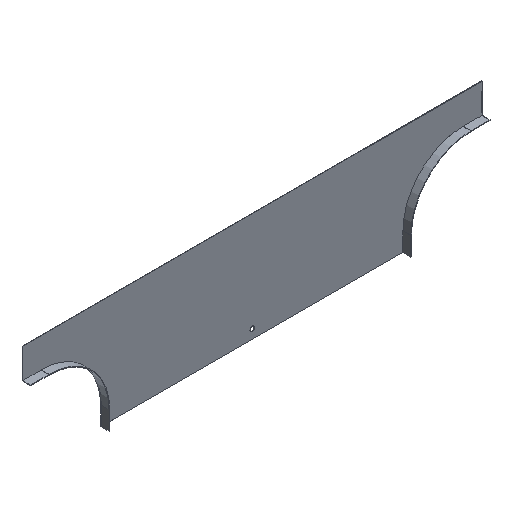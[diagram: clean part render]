
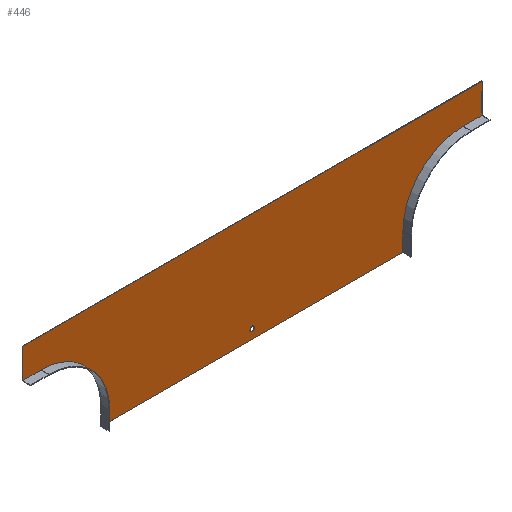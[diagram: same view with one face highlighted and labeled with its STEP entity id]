
A CAD part, isometric view. The second image highlights one B-rep face of the part: STEP entity #446.
In plain terms, the highlighted planar face has unit normal (0, -1, 0).
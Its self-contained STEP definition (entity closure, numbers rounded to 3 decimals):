
#7 = CARTESIAN_POINT ( 'NONE',  ( 249., 0., -180. ) ) ;
#34 = AXIS2_PLACEMENT_3D ( 'NONE', #217, #235, #236 ) ;
#47 = CARTESIAN_POINT ( 'NONE',  ( 380., 0., 0. ) ) ;
#48 = DIRECTION ( 'NONE',  ( 0., 0., -1. ) ) ;
#49 = DIRECTION ( 'NONE',  ( 0., 1., 0. ) ) ;
#50 = CARTESIAN_POINT ( 'NONE',  ( 349., 0., -149. ) ) ;
#52 = CARTESIAN_POINT ( 'NONE',  ( -380., 0., 0. ) ) ;
#56 = DIRECTION ( 'NONE',  ( 0., 0., 1. ) ) ;
#57 = CARTESIAN_POINT ( 'NONE',  ( -349., 0., -49. ) ) ;
#58 = DIRECTION ( 'NONE',  ( -1., 0., 0. ) ) ;
#59 = DIRECTION ( 'NONE',  ( 0., 0., -1. ) ) ;
#61 = DIRECTION ( 'NONE',  ( 0., 1., 0. ) ) ;
#62 = CARTESIAN_POINT ( 'NONE',  ( 0., 0., -165. ) ) ;
#64 = DIRECTION ( 'NONE',  ( 1., 0., 0. ) ) ;
#66 = DIRECTION ( 'NONE',  ( 0., 0., 1. ) ) ;
#69 = CARTESIAN_POINT ( 'NONE',  ( -249., 0., -149. ) ) ;
#74 = CARTESIAN_POINT ( 'NONE',  ( 250., 0., -180. ) ) ;
#75 = CARTESIAN_POINT ( 'NONE',  ( 249., 0., -149. ) ) ;
#97 = CARTESIAN_POINT ( 'NONE',  ( 380., 0., -49. ) ) ;
#101 = CARTESIAN_POINT ( 'NONE',  ( 249., 0., -149. ) ) ;
#104 = CARTESIAN_POINT ( 'NONE',  ( -380., 0., 0. ) ) ;
#106 = CARTESIAN_POINT ( 'NONE',  ( -249., 0., -180. ) ) ;
#113 = CARTESIAN_POINT ( 'NONE',  ( -380., 0., -49. ) ) ;
#115 = CARTESIAN_POINT ( 'NONE',  ( -249., 0., -149. ) ) ;
#124 = CARTESIAN_POINT ( 'NONE',  ( 349., 0., -49. ) ) ;
#144 = CARTESIAN_POINT ( 'NONE',  ( 380., 0., 0. ) ) ;
#169 = VERTEX_POINT ( 'NONE', #382 ) ;
#178 = VECTOR ( 'NONE', #381, 1000. ) ;
#179 = CIRCLE ( 'NONE', #502, 100. ) ;
#180 = VECTOR ( 'NONE', #379, 1000. ) ;
#181 = LINE ( 'NONE', #380, #178 ) ;
#182 = VECTOR ( 'NONE', #378, 1000. ) ;
#183 = VECTOR ( 'NONE', #375, 1000. ) ;
#184 = LINE ( 'NONE', #376, #182 ) ;
#185 = VECTOR ( 'NONE', #64, 1000. ) ;
#186 = LINE ( 'NONE', #47, #183 ) ;
#187 = CIRCLE ( 'NONE', #503, 100. ) ;
#188 = LINE ( 'NONE', #57, #185 ) ;
#189 = LINE ( 'NONE', #52, #180 ) ;
#190 = VECTOR ( 'NONE', #58, 1000. ) ;
#191 = VECTOR ( 'NONE', #56, 1000. ) ;
#192 = LINE ( 'NONE', #74, #190 ) ;
#193 = CIRCLE ( 'NONE', #504, 3.5 ) ;
#194 = LINE ( 'NONE', #75, #191 ) ;
#197 = VECTOR ( 'NONE', #66, 1000. ) ;
#210 = LINE ( 'NONE', #69, #197 ) ;
#217 = CARTESIAN_POINT ( 'NONE',  ( -349., 0., -149. ) ) ;
#219 = PLANE ( 'NONE',  #34 ) ;
#224 = CARTESIAN_POINT ( 'NONE',  ( -349., 0., -49. ) ) ;
#235 = DIRECTION ( 'NONE',  ( 0., -1., 0. ) ) ;
#236 = DIRECTION ( 'NONE',  ( 0., 0., -1. ) ) ;
#296 = VERTEX_POINT ( 'NONE', #224 ) ;
#375 = DIRECTION ( 'NONE',  ( 0., 0., -1. ) ) ;
#376 = CARTESIAN_POINT ( 'NONE',  ( -380., 0., 0. ) ) ;
#378 = DIRECTION ( 'NONE',  ( 1., 0., 0. ) ) ;
#379 = DIRECTION ( 'NONE',  ( 0., 0., 1. ) ) ;
#380 = CARTESIAN_POINT ( 'NONE',  ( -349., 0., -49. ) ) ;
#381 = DIRECTION ( 'NONE',  ( -1., 0., 0. ) ) ;
#382 = CARTESIAN_POINT ( 'NONE',  ( 0., 0., -168.5 ) ) ;
#383 = CARTESIAN_POINT ( 'NONE',  ( -349., 0., -149. ) ) ;
#384 = DIRECTION ( 'NONE',  ( 0., -1., 0. ) ) ;
#385 = DIRECTION ( 'NONE',  ( 0., 0., -1. ) ) ;
#419 = FACE_OUTER_BOUND ( 'NONE', #543, .T. ) ;
#422 = FACE_BOUND ( 'NONE', #542, .T. ) ;
#427 = ORIENTED_EDGE ( 'NONE', *, *, #723, .F. ) ;
#428 = ORIENTED_EDGE ( 'NONE', *, *, #722, .T. ) ;
#429 = ORIENTED_EDGE ( 'NONE', *, *, #721, .F. ) ;
#430 = ORIENTED_EDGE ( 'NONE', *, *, #724, .T. ) ;
#431 = ORIENTED_EDGE ( 'NONE', *, *, #725, .T. ) ;
#432 = ORIENTED_EDGE ( 'NONE', *, *, #726, .T. ) ;
#433 = ORIENTED_EDGE ( 'NONE', *, *, #727, .F. ) ;
#434 = ORIENTED_EDGE ( 'NONE', *, *, #728, .F. ) ;
#435 = ORIENTED_EDGE ( 'NONE', *, *, #729, .F. ) ;
#436 = ORIENTED_EDGE ( 'NONE', *, *, #730, .F. ) ;
#437 = ORIENTED_EDGE ( 'NONE', *, *, #731, .F. ) ;
#446 = ADVANCED_FACE ( 'NONE', ( #422, #419 ), #219, .T. ) ;
#502 = AXIS2_PLACEMENT_3D ( 'NONE', #383, #384, #385 ) ;
#503 = AXIS2_PLACEMENT_3D ( 'NONE', #50, #49, #48 ) ;
#504 = AXIS2_PLACEMENT_3D ( 'NONE', #62, #61, #59 ) ;
#542 = EDGE_LOOP ( 'NONE', ( #428 ) ) ;
#543 = EDGE_LOOP ( 'NONE', ( #429, #427, #430, #431, #432, #433, #434, #435, #436, #437 ) ) ;
#650 = VERTEX_POINT ( 'NONE', #113 ) ;
#651 = VERTEX_POINT ( 'NONE', #115 ) ;
#652 = VERTEX_POINT ( 'NONE', #106 ) ;
#653 = VERTEX_POINT ( 'NONE', #7 ) ;
#654 = VERTEX_POINT ( 'NONE', #104 ) ;
#655 = VERTEX_POINT ( 'NONE', #144 ) ;
#656 = VERTEX_POINT ( 'NONE', #101 ) ;
#657 = VERTEX_POINT ( 'NONE', #124 ) ;
#658 = VERTEX_POINT ( 'NONE', #97 ) ;
#721 = EDGE_CURVE ( 'NONE', #652, #651, #210, .T. ) ;
#722 = EDGE_CURVE ( 'NONE', #169, #169, #193, .T. ) ;
#723 = EDGE_CURVE ( 'NONE', #653, #652, #192, .T. ) ;
#724 = EDGE_CURVE ( 'NONE', #653, #656, #194, .T. ) ;
#725 = EDGE_CURVE ( 'NONE', #656, #657, #187, .T. ) ;
#726 = EDGE_CURVE ( 'NONE', #657, #658, #188, .T. ) ;
#727 = EDGE_CURVE ( 'NONE', #655, #658, #186, .T. ) ;
#728 = EDGE_CURVE ( 'NONE', #654, #655, #184, .T. ) ;
#729 = EDGE_CURVE ( 'NONE', #650, #654, #189, .T. ) ;
#730 = EDGE_CURVE ( 'NONE', #296, #650, #181, .T. ) ;
#731 = EDGE_CURVE ( 'NONE', #651, #296, #179, .T. ) ;
